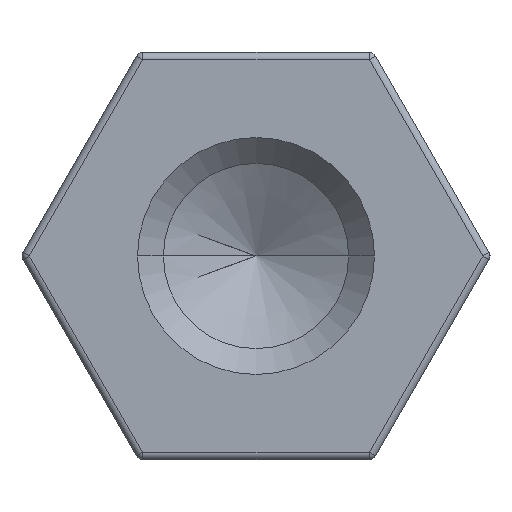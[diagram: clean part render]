
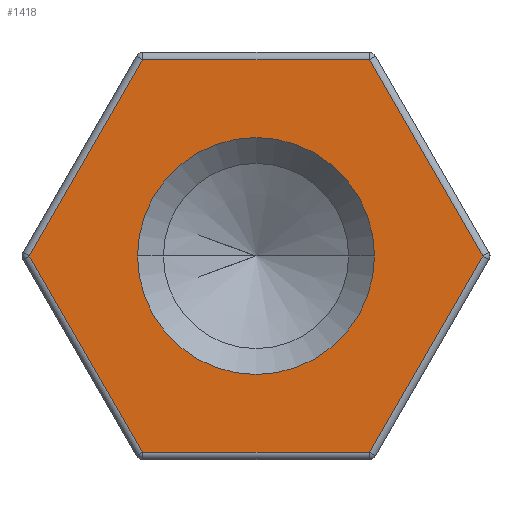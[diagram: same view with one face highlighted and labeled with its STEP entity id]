
A CAD part, left-side view. The second image highlights one B-rep face of the part: STEP entity #1418.
In plain terms, the highlighted planar face has unit normal (-1, 0, 0).
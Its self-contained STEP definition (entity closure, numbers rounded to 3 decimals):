
#13 = CARTESIAN_POINT ( 'NONE',  ( 0., 0., 0. ) ) ;
#49 = CARTESIAN_POINT ( 'NONE',  ( 0., 3.06, 0. ) ) ;
#86 = CIRCLE ( 'NONE', #854, 1.6 ) ;
#116 = DIRECTION ( 'NONE',  ( 1., 0., 0. ) ) ;
#129 = CARTESIAN_POINT ( 'NONE',  ( 0., 2.295, -1.325 ) ) ;
#140 = DIRECTION ( 'NONE',  ( 0., -1., 0. ) ) ;
#172 = VERTEX_POINT ( 'NONE', #680 ) ;
#181 = VERTEX_POINT ( 'NONE', #1060 ) ;
#190 = ORIENTED_EDGE ( 'NONE', *, *, #894, .T. ) ;
#215 = AXIS2_PLACEMENT_3D ( 'NONE', #937, #116, #1013 ) ;
#244 = VERTEX_POINT ( 'NONE', #1429 ) ;
#294 = ORIENTED_EDGE ( 'NONE', *, *, #320, .T. ) ;
#314 = VERTEX_POINT ( 'NONE', #49 ) ;
#320 = EDGE_CURVE ( 'NONE', #361, #601, #86, .T. ) ;
#330 = ORIENTED_EDGE ( 'NONE', *, *, #1167, .T. ) ;
#347 = VECTOR ( 'NONE', #1279, 1000. ) ;
#361 = VERTEX_POINT ( 'NONE', #1411 ) ;
#363 = ORIENTED_EDGE ( 'NONE', *, *, #953, .T. ) ;
#371 = FACE_OUTER_BOUND ( 'NONE', #645, .T. ) ;
#397 = LINE ( 'NONE', #948, #1207 ) ;
#439 = ORIENTED_EDGE ( 'NONE', *, *, #1106, .T. ) ;
#445 = VERTEX_POINT ( 'NONE', #1272 ) ;
#454 = CARTESIAN_POINT ( 'NONE',  ( 0., -2.295, 1.325 ) ) ;
#478 = ORIENTED_EDGE ( 'NONE', *, *, #1215, .T. ) ;
#479 = DIRECTION ( 'NONE',  ( 0., 0.5, 0.866 ) ) ;
#488 = LINE ( 'NONE', #129, #1285 ) ;
#516 = ORIENTED_EDGE ( 'NONE', *, *, #1259, .T. ) ;
#520 = VERTEX_POINT ( 'NONE', #1126 ) ;
#601 = VERTEX_POINT ( 'NONE', #1016 ) ;
#635 = CARTESIAN_POINT ( 'NONE',  ( 0., 0., 2.65 ) ) ;
#645 = EDGE_LOOP ( 'NONE', ( #363, #516, #190, #330, #478, #762 ) ) ;
#680 = CARTESIAN_POINT ( 'NONE',  ( 0., -3.06, 0. ) ) ;
#682 = DIRECTION ( 'NONE',  ( 0., -0.5, 0.866 ) ) ;
#691 = DIRECTION ( 'NONE',  ( 0., 0.5, -0.866 ) ) ;
#698 = DIRECTION ( 'NONE',  ( 0., 1., 0. ) ) ;
#709 = CARTESIAN_POINT ( 'NONE',  ( 0., 2.295, 1.325 ) ) ;
#754 = VECTOR ( 'NONE', #691, 1000. ) ;
#762 = ORIENTED_EDGE ( 'NONE', *, *, #1336, .T. ) ;
#771 = EDGE_LOOP ( 'NONE', ( #294, #439 ) ) ;
#797 = LINE ( 'NONE', #709, #754 ) ;
#854 = AXIS2_PLACEMENT_3D ( 'NONE', #13, #1438, #698 ) ;
#891 = VECTOR ( 'NONE', #682, 1000. ) ;
#894 = EDGE_CURVE ( 'NONE', #445, #314, #797, .T. ) ;
#910 = CIRCLE ( 'NONE', #215, 1.6 ) ;
#913 = CARTESIAN_POINT ( 'NONE',  ( 0., 0., 0. ) ) ;
#937 = CARTESIAN_POINT ( 'NONE',  ( 0., 0., 0. ) ) ;
#948 = CARTESIAN_POINT ( 'NONE',  ( 0., 0., -2.65 ) ) ;
#953 = EDGE_CURVE ( 'NONE', #172, #244, #1045, .T. ) ;
#979 = FACE_BOUND ( 'NONE', #771, .T. ) ;
#989 = PLANE ( 'NONE',  #1352 ) ;
#1013 = DIRECTION ( 'NONE',  ( 0., 1., 0. ) ) ;
#1016 = CARTESIAN_POINT ( 'NONE',  ( 0., -1.6, 0. ) ) ;
#1020 = DIRECTION ( 'NONE',  ( 0., -0.5, -0.866 ) ) ;
#1045 = LINE ( 'NONE', #454, #1235 ) ;
#1060 = CARTESIAN_POINT ( 'NONE',  ( 0., 1.53, -2.65 ) ) ;
#1069 = DIRECTION ( 'NONE',  ( 0., 1., 0. ) ) ;
#1106 = EDGE_CURVE ( 'NONE', #601, #361, #910, .T. ) ;
#1126 = CARTESIAN_POINT ( 'NONE',  ( 0., -1.53, -2.65 ) ) ;
#1167 = EDGE_CURVE ( 'NONE', #314, #181, #488, .T. ) ;
#1207 = VECTOR ( 'NONE', #140, 1000. ) ;
#1215 = EDGE_CURVE ( 'NONE', #181, #520, #397, .T. ) ;
#1216 = CARTESIAN_POINT ( 'NONE',  ( 0., -2.295, -1.325 ) ) ;
#1235 = VECTOR ( 'NONE', #479, 1000. ) ;
#1259 = EDGE_CURVE ( 'NONE', #244, #445, #1405, .T. ) ;
#1272 = CARTESIAN_POINT ( 'NONE',  ( 0., 1.53, 2.65 ) ) ;
#1279 = DIRECTION ( 'NONE',  ( 0., 1., 0. ) ) ;
#1285 = VECTOR ( 'NONE', #1020, 1000. ) ;
#1299 = LINE ( 'NONE', #1216, #891 ) ;
#1315 = DIRECTION ( 'NONE',  ( 1., 0., 0. ) ) ;
#1336 = EDGE_CURVE ( 'NONE', #520, #172, #1299, .T. ) ;
#1352 = AXIS2_PLACEMENT_3D ( 'NONE', #913, #1315, #1069 ) ;
#1405 = LINE ( 'NONE', #635, #347 ) ;
#1411 = CARTESIAN_POINT ( 'NONE',  ( 0., 1.6, 0. ) ) ;
#1418 = ADVANCED_FACE ( 'NONE', ( #371, #979 ), #989, .F. ) ;
#1429 = CARTESIAN_POINT ( 'NONE',  ( 0., -1.53, 2.65 ) ) ;
#1438 = DIRECTION ( 'NONE',  ( 1., 0., 0. ) ) ;
